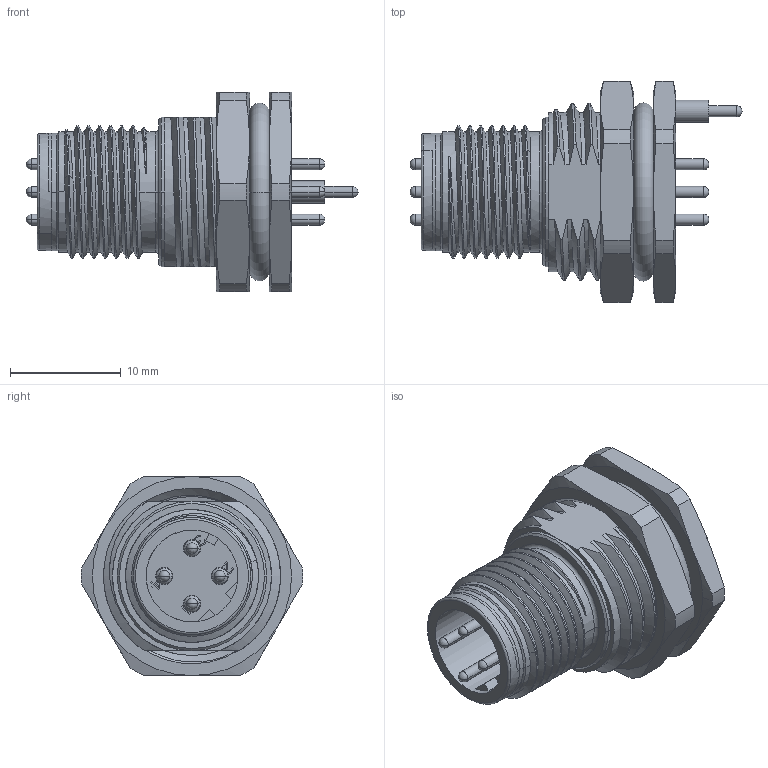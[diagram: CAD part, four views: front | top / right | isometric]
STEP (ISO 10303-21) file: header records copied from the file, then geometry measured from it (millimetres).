
FILE_DESCRIPTION((''),'2;1');
FILE_NAME('005-DCODE-05P-MALE-PCB-FRONT_AS','2020-04-27T',('Administrator'),(''),'CREO PARAMETRIC BY PTC INC, 2014350','CREO PARAMETRIC BY PTC INC, 2014350','');
FILE_SCHEMA(('CONFIG_CONTROL_DESIGN'));
Length unit declared in the file: millimetre
Products named in the file (1): 005-DCODE-05P-MALE-PCB-FRONT_AS
Bounding box: 30 x 20 x 18 mm (x, y, z)
Volume: 3177.3 mm3; surface area: 3655.8 mm2
Topology: 1 solids, 5 shells, 632 faces, 1745 edges, 1133 vertices
Faces by surface type: plane 240, extrusion 164, cylinder 111, cone 49, bspline 36, sphere 18, torus 14
Entity records: 25931 total; most frequent: CARTESIAN_POINT 10764, ORIENTED_EDGE 3454, DIRECTION 2506, EDGE_CURVE 1727, VERTEX_POINT 1133, VECTOR 1058, LINE 894, AXIS2_PLACEMENT_3D 724
